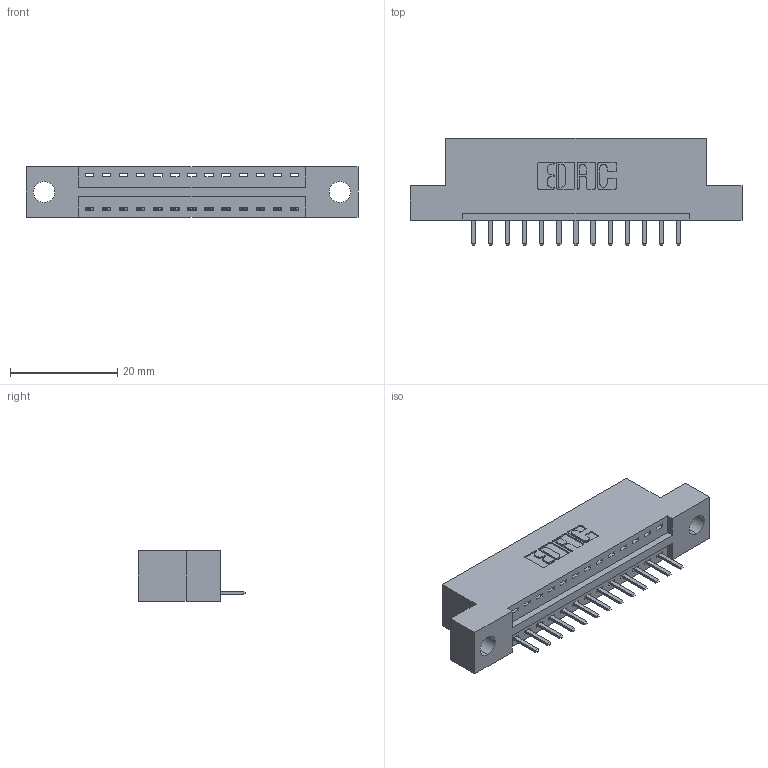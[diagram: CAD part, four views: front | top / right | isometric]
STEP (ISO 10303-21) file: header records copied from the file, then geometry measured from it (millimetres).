
FILE_DESCRIPTION (( 'STEP AP203' ), '1' );
FILE_NAME ('346-013-520-104.STEP', '2018-08-19T23:30:21', ( '' ), ( '' ), 'SwSTEP 2.0', 'SolidWorks 2016', '' );
FILE_SCHEMA (( 'CONFIG_CONTROL_DESIGN' ));
Length unit declared in the file: inch
Products named in the file (3): 346 Part_Flush Mounting Lugs - 0.156 Dia-TH; 345-292-001_345-293-120; 346-013-520-104
Assembly tree (14 placements, depth 2):
  346-013-520-104
    346 Part_Flush Mounting Lugs - 0.156 Dia-TH
    345-292-001_345-293-120  x13
Bounding box: 61.85 x 20.02 x 9.4 mm (x, y, z)
Volume: 5595.3 mm3; surface area: 6360.6 mm2
Topology: 14 solids, 14 shells, 928 faces, 2721 edges, 1778 vertices
Faces by surface type: plane 622, cylinder 306
Entity records: 12089 total; most frequent: CARTESIAN_POINT 2099, ORIENTED_EDGE 2034, DIRECTION 1875, EDGE_CURVE 1017, LINE 829, VECTOR 829, VERTEX_POINT 674, AXIS2_PLACEMENT_3D 523
